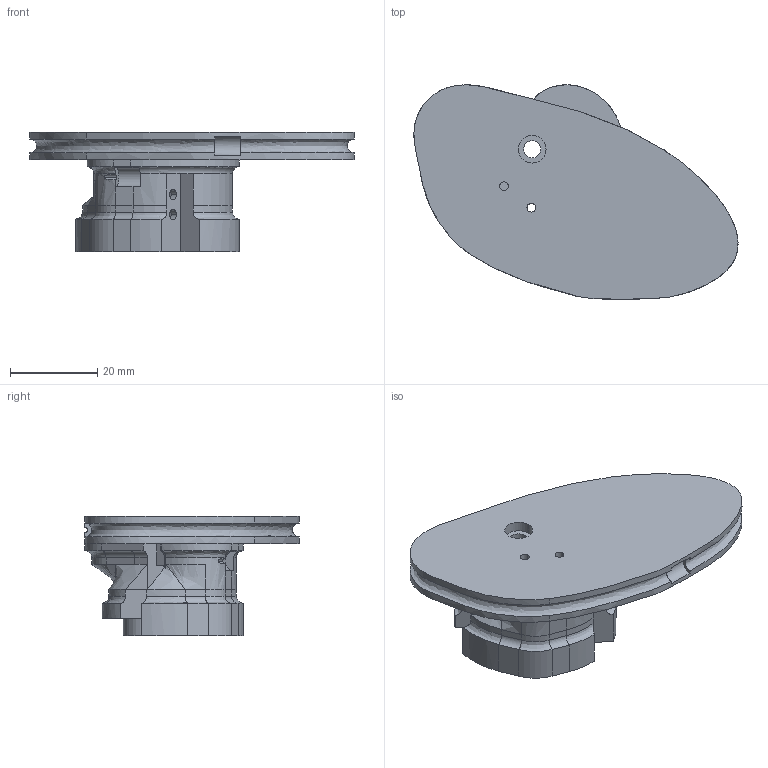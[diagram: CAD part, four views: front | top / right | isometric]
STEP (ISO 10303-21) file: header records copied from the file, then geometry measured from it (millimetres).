
FILE_DESCRIPTION (( 'STEP AP214' ), '1' );
FILE_NAME ('asm-cams.STEP', '2025-10-21T19:47:39', ( '' ), ( '' ), 'SwSTEP 2.0', 'SolidWorks 2025', '' );
FILE_SCHEMA (( 'AUTOMOTIVE_DESIGN' ));
Length unit declared in the file: millimetre
Products named in the file (3): asm-cams; cams-joined^asm-cams; cam-storage
Assembly tree (2 placements, depth 2):
  asm-cams
    cam-storage
    cams-joined^asm-cams
Bounding box: 74.44 x 49.26 x 27.52 mm (x, y, z)
Volume: 43037.6 mm3; surface area: 20485.3 mm2
Topology: 7 solids, 7 shells, 184 faces, 465 edges, 298 vertices
Faces by surface type: plane 76, cylinder 62, bspline 45, torus 1
Entity records: 10447 total; most frequent: CARTESIAN_POINT 6128, ORIENTED_EDGE 930, DIRECTION 755, EDGE_CURVE 465, VERTEX_POINT 298, AXIS2_PLACEMENT_3D 259, LINE 237, VECTOR 237
